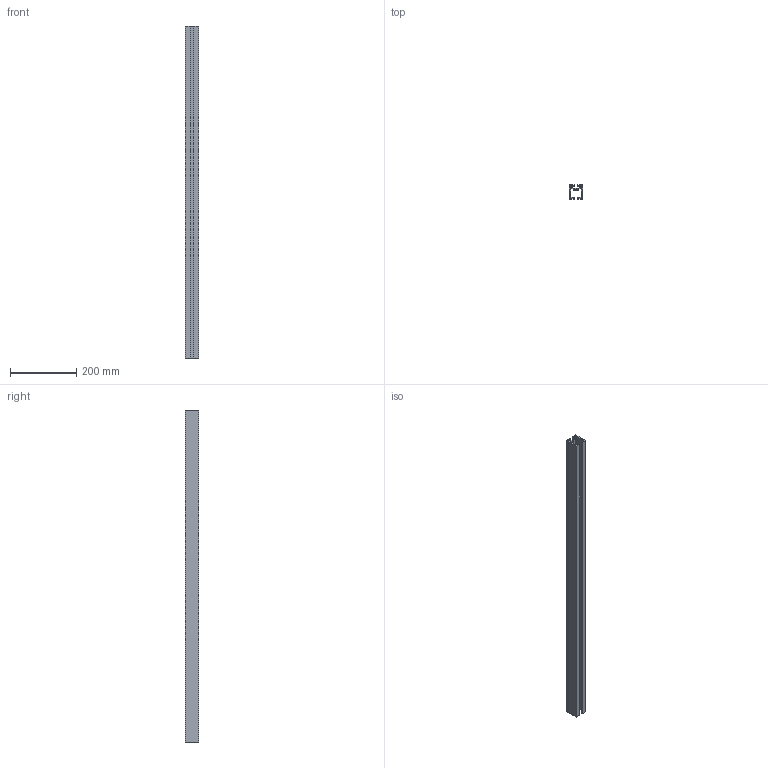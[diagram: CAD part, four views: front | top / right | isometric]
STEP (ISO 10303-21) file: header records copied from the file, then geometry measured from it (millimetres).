
FILE_DESCRIPTION (( 'STEP AP214' ), '1' );
FILE_NAME ('444D Ïðîôèëü äëÿ ðàçäâèæíîé äâåðè 40õ42.STEP', '2026-03-12T09:22:20', ( '' ), ( '' ), 'SwSTEP 2.0', 'SolidWorks 2026', '' );
FILE_SCHEMA (( 'AUTOMOTIVE_DESIGN' ));
Length unit declared in the file: millimetre
Products named in the file (1): 444D Профиль для раздвижной двери 40х42
Bounding box: 40 x 42 x 1000 mm (x, y, z)
Volume: 586676.9 mm3; surface area: 393031.3 mm2
Topology: 1 solids, 1 shells, 106 faces, 312 edges, 208 vertices
Faces by surface type: plane 76, cylinder 30
Entity records: 3547 total; most frequent: CARTESIAN_POINT 627, ORIENTED_EDGE 624, DIRECTION 586, EDGE_CURVE 312, LINE 252, VECTOR 252, VERTEX_POINT 208, AXIS2_PLACEMENT_3D 167
